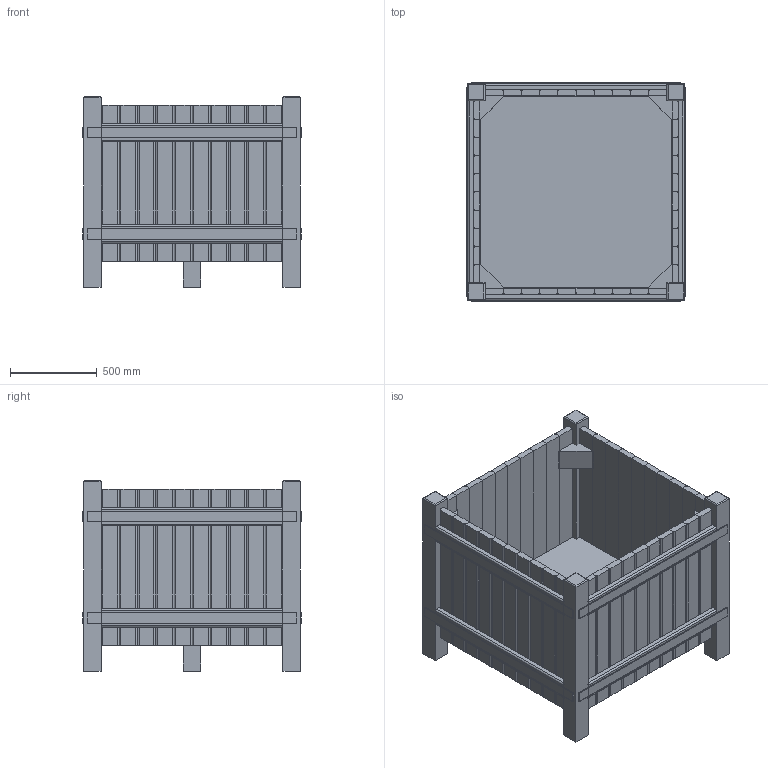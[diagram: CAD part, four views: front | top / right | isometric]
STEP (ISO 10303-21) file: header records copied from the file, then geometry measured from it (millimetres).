
FILE_DESCRIPTION(/* description */ (''),/* implementation_level */ '2;1');
FILE_NAME(/* name */ 'BB Versailles 125x125x110 3D.stp',/* time_stamp */ '2021-11-26T11:00:06+01:00',/* author */ ('vital'),/* organization */ (''),/* preprocessor_version */ 'ST-DEVELOPER v18.1',/* originating_system */ 'Autodesk Inventor 2022',/* authorisation */ '');
FILE_SCHEMA (('AUTOMOTIVE_DESIGN { 1 0 10303 214 3 1 1 }'));
Length unit declared in the file: millimetre
Products named in the file (1): BB Versailles 125x125x110 3D
Bounding box: 1260 x 1260 x 1100 mm (x, y, z)
Volume: 246487483.2 mm3; surface area: 19356282.3 mm2
Topology: 75 solids, 75 shells, 562 faces, 1220 edges, 808 vertices
Faces by surface type: plane 450, cylinder 112
Entity records: 15731 total; most frequent: CARTESIAN_POINT 2591, DIRECTION 2554, ORIENTED_EDGE 2440, EDGE_CURVE 1220, LINE 1012, VECTOR 1012, VERTEX_POINT 808, AXIS2_PLACEMENT_3D 771
